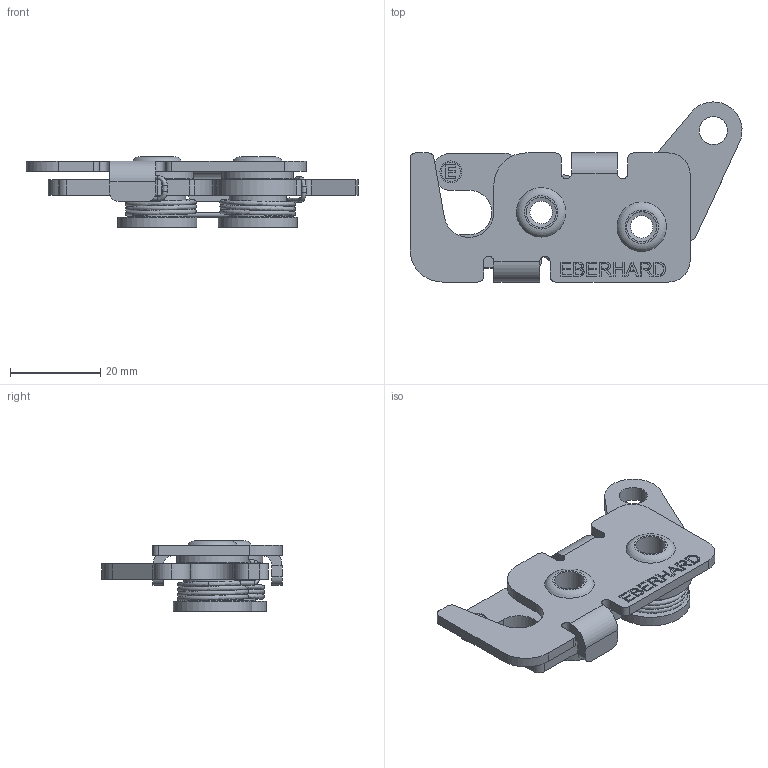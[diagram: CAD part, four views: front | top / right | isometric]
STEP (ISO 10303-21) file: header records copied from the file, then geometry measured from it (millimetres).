
FILE_DESCRIPTION(/* description */ ('OPEN FRAME ROTARY TOP RELEASE','CAx-IF Rec.Pracs.---Representation and Presentation of Product Manufacturing Information (PMI)---4.0---2014-10-13'),/* implementation_level */ '2;1');
FILE_NAME(/* name */ '8-26241-R.stp',/* time_stamp */ '2025-02-24T14:48:51-05:00',/* author */ ('KBraun'),/* organization */ ('Eberhard Manufacturing Company'),/* preprocessor_version */ 'ST-DEVELOPER v20',/* originating_system */ 'Autodesk Inventor 2024',/* authorisation */ '');
FILE_SCHEMA (('AP242_MANAGED_MODEL_BASED_3D_ENGINEERING_MIM_LF { 1 0 10303 442 1 1 4 }'));
Length unit declared in the file: inch
Products named in the file (7): 8-26241-R; 26241-1R; 1-241-5; 26241-3; 26241-2 ASSEMBLED; 8X-240-4; 240-SS9
Assembly tree (8 placements, depth 2):
  8-26241-R
    26241-1R
    1-241-5
    26241-3  x2
    26241-2 ASSEMBLED  x2
    8X-240-4
    240-SS9
Bounding box: 73.49 x 39.88 x 15.71 mm (x, y, z)
Volume: 10472 mm3; surface area: 11571.8 mm2
Topology: 8 solids, 8 shells, 341 faces, 871 edges, 574 vertices
Faces by surface type: plane 207, cylinder 76, bspline 46, torus 8, cone 4
Full cylindrical faces by diameter (mm): 1.016 x4, 4.318 x2, 4.826 x2, 4.978 x2, 6.223 x1, 6.629 x4, 8.484 x2, 8.738 x2, 11.125 x2, 11.367 x2, 12.7 x2, 15.875 x2, 17.424 x2
Entity records: 12612 total; most frequent: CARTESIAN_POINT 4477, ORIENTED_EDGE 1658, DIRECTION 1517, EDGE_CURVE 829, LINE 581, VECTOR 581, VERTEX_POINT 547, AXIS2_PLACEMENT_3D 468
